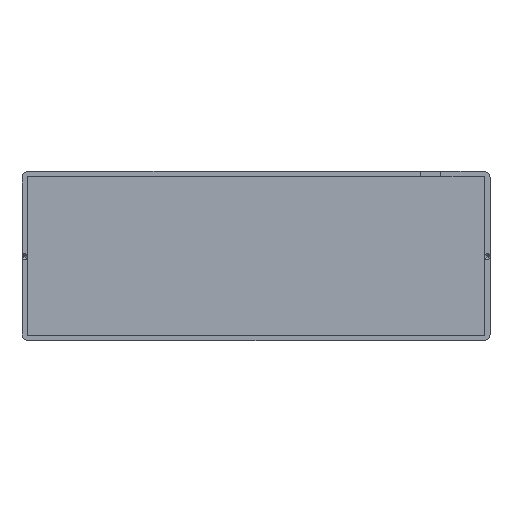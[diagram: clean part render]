
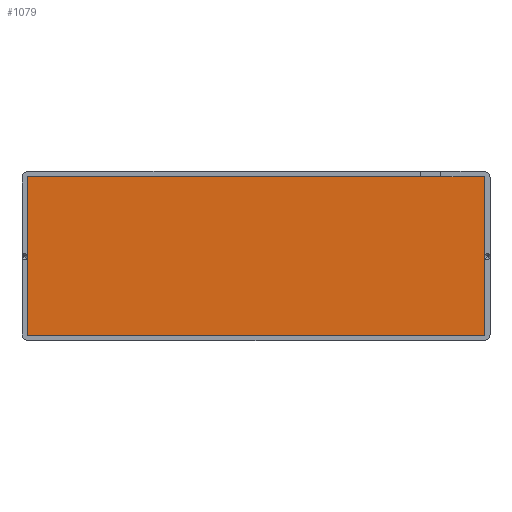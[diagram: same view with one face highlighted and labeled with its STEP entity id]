
A CAD part, top view. The second image highlights one B-rep face of the part: STEP entity #1079.
In plain terms, the highlighted planar face has unit normal (0, 0, 1).
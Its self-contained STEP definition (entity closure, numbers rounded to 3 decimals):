
#50 = EDGE_CURVE ( 'NONE', #1147, #598, #668, .T. ) ;
#57 = CARTESIAN_POINT ( 'NONE',  ( 170., 59., 5. ) ) ;
#71 = EDGE_LOOP ( 'NONE', ( #558, #575, #815, #1188 ) ) ;
#104 = CARTESIAN_POINT ( 'NONE',  ( 170., 59., 5. ) ) ;
#211 = DIRECTION ( 'NONE',  ( 0., 1., 0. ) ) ;
#228 = VERTEX_POINT ( 'NONE', #473 ) ;
#239 = CARTESIAN_POINT ( 'NONE',  ( 170., -59., 5. ) ) ;
#241 = VECTOR ( 'NONE', #883, 1000. ) ;
#265 = VERTEX_POINT ( 'NONE', #959 ) ;
#304 = EDGE_CURVE ( 'NONE', #265, #1147, #334, .T. ) ;
#334 = LINE ( 'NONE', #239, #933 ) ;
#349 = LINE ( 'NONE', #57, #241 ) ;
#411 = AXIS2_PLACEMENT_3D ( 'NONE', #601, #1187, #807 ) ;
#473 = CARTESIAN_POINT ( 'NONE',  ( -170., 59., 5. ) ) ;
#524 = PLANE ( 'NONE',  #411 ) ;
#558 = ORIENTED_EDGE ( 'NONE', *, *, #592, .T. ) ;
#575 = ORIENTED_EDGE ( 'NONE', *, *, #304, .T. ) ;
#580 = VECTOR ( 'NONE', #211, 1000. ) ;
#592 = EDGE_CURVE ( 'NONE', #228, #265, #770, .T. ) ;
#596 = DIRECTION ( 'NONE',  ( 1., 0., 0. ) ) ;
#598 = VERTEX_POINT ( 'NONE', #877 ) ;
#601 = CARTESIAN_POINT ( 'NONE',  ( 0., 0., 5. ) ) ;
#621 = FACE_OUTER_BOUND ( 'NONE', #71, .T. ) ;
#668 = LINE ( 'NONE', #104, #580 ) ;
#677 = DIRECTION ( 'NONE',  ( 0., -1., 0. ) ) ;
#691 = EDGE_CURVE ( 'NONE', #598, #228, #349, .T. ) ;
#768 = VECTOR ( 'NONE', #677, 1000. ) ;
#770 = LINE ( 'NONE', #1135, #768 ) ;
#807 = DIRECTION ( 'NONE',  ( -1., 0., 0. ) ) ;
#815 = ORIENTED_EDGE ( 'NONE', *, *, #50, .T. ) ;
#877 = CARTESIAN_POINT ( 'NONE',  ( 170., 59., 5. ) ) ;
#883 = DIRECTION ( 'NONE',  ( -1., 0., 0. ) ) ;
#896 = CARTESIAN_POINT ( 'NONE',  ( 170., -59., 5. ) ) ;
#933 = VECTOR ( 'NONE', #596, 1000. ) ;
#959 = CARTESIAN_POINT ( 'NONE',  ( -170., -59., 5. ) ) ;
#1079 = ADVANCED_FACE ( 'NONE', ( #621 ), #524, .F. ) ;
#1135 = CARTESIAN_POINT ( 'NONE',  ( -170., 59., 5. ) ) ;
#1147 = VERTEX_POINT ( 'NONE', #896 ) ;
#1187 = DIRECTION ( 'NONE',  ( 0., 0., -1. ) ) ;
#1188 = ORIENTED_EDGE ( 'NONE', *, *, #691, .T. ) ;
